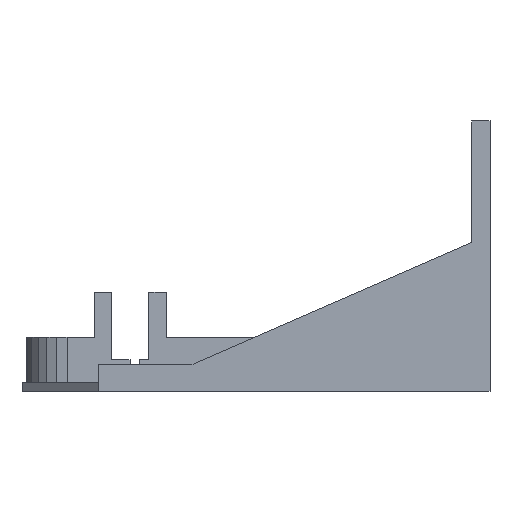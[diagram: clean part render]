
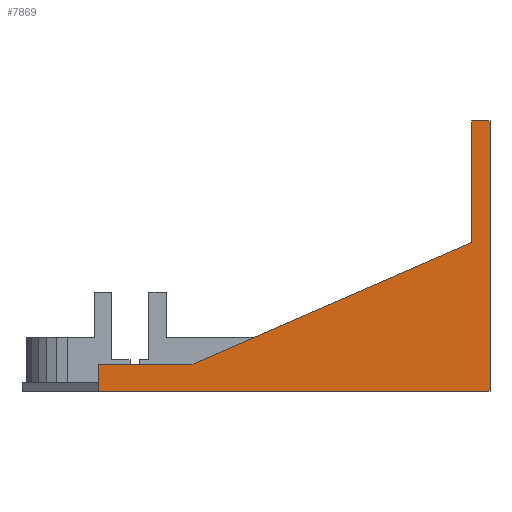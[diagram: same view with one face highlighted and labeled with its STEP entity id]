
A CAD part, front view. The second image highlights one B-rep face of the part: STEP entity #7869.
In plain terms, the highlighted face is planar.
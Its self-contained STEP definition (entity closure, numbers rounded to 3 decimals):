
#876 = PLANE('',#877);
#877 = AXIS2_PLACEMENT_3D('',#878,#879,#880);
#878 = CARTESIAN_POINT('',(89.847,22.571,
    0.));
#879 = DIRECTION('',(0.,0.,1.));
#880 = DIRECTION('',(1.,0.,0.));
#2092 = PLANE('',#2093);
#2093 = AXIS2_PLACEMENT_3D('',#2094,#2095,#2096);
#2094 = CARTESIAN_POINT('',(112.277,35.819,30.));
#2095 = DIRECTION('',(-1.,0.,0.));
#2096 = DIRECTION('',(0.,0.,-1.));
#2148 = PLANE('',#2149);
#2149 = AXIS2_PLACEMENT_3D('',#2150,#2151,#2152);
#2150 = CARTESIAN_POINT('',(114.277,0.069,30.));
#2151 = DIRECTION('',(-1.,0.,0.));
#2152 = DIRECTION('',(0.,0.,-1.));
#2417 = EDGE_CURVE('',#2418,#2420,#2422,.T.);
#2418 = VERTEX_POINT('',#2419);
#2419 = CARTESIAN_POINT('',(114.277,0.069,30.));
#2420 = VERTEX_POINT('',#2421);
#2421 = CARTESIAN_POINT('',(114.277,0.069,0.)
  );
#2422 = SURFACE_CURVE('',#2423,(#2427,#2434),.PCURVE_S1.);
#2423 = LINE('',#2424,#2425);
#2424 = CARTESIAN_POINT('',(114.277,0.069,30.));
#2425 = VECTOR('',#2426,1.);
#2426 = DIRECTION('',(0.,0.,-1.));
#2427 = PCURVE('',#2148,#2428);
#2428 = DEFINITIONAL_REPRESENTATION('',(#2429),#2433);
#2429 = LINE('',#2430,#2431);
#2430 = CARTESIAN_POINT('',(0.,0.));
#2431 = VECTOR('',#2432,1.);
#2432 = DIRECTION('',(1.,0.));
#2433 = ( GEOMETRIC_REPRESENTATION_CONTEXT(2) 
PARAMETRIC_REPRESENTATION_CONTEXT() REPRESENTATION_CONTEXT('2D SPACE',''
  ) );
#2434 = PCURVE('',#2435,#2440);
#2435 = PLANE('',#2436);
#2436 = AXIS2_PLACEMENT_3D('',#2437,#2438,#2439);
#2437 = CARTESIAN_POINT('',(114.277,0.069,0.)
  );
#2438 = DIRECTION('',(0.,-1.,0.));
#2439 = DIRECTION('',(0.,0.,-1.));
#2440 = DEFINITIONAL_REPRESENTATION('',(#2441),#2445);
#2441 = LINE('',#2442,#2443);
#2442 = CARTESIAN_POINT('',(-30.,0.));
#2443 = VECTOR('',#2444,1.);
#2444 = DIRECTION('',(1.,0.));
#2445 = ( GEOMETRIC_REPRESENTATION_CONTEXT(2) 
PARAMETRIC_REPRESENTATION_CONTEXT() REPRESENTATION_CONTEXT('2D SPACE',''
  ) );
#3232 = PLANE('',#3233);
#3233 = AXIS2_PLACEMENT_3D('',#3234,#3235,#3236);
#3234 = CARTESIAN_POINT('',(112.277,9.319,30.));
#3235 = DIRECTION('',(0.,0.,-1.));
#3236 = DIRECTION('',(-1.,0.,0.));
#3607 = EDGE_CURVE('',#2420,#3608,#3610,.T.);
#3608 = VERTEX_POINT('',#3609);
#3609 = CARTESIAN_POINT('',(70.727,0.069,
    0.));
#3610 = SURFACE_CURVE('',#3611,(#3615,#3622),.PCURVE_S1.);
#3611 = LINE('',#3612,#3613);
#3612 = CARTESIAN_POINT('',(114.277,0.069,0.)
  );
#3613 = VECTOR('',#3614,1.);
#3614 = DIRECTION('',(-1.,0.,0.));
#3615 = PCURVE('',#876,#3616);
#3616 = DEFINITIONAL_REPRESENTATION('',(#3617),#3621);
#3617 = LINE('',#3618,#3619);
#3618 = CARTESIAN_POINT('',(24.429,-22.503));
#3619 = VECTOR('',#3620,1.);
#3620 = DIRECTION('',(-1.,0.));
#3621 = ( GEOMETRIC_REPRESENTATION_CONTEXT(2) 
PARAMETRIC_REPRESENTATION_CONTEXT() REPRESENTATION_CONTEXT('2D SPACE',''
  ) );
#3622 = PCURVE('',#2435,#3623);
#3623 = DEFINITIONAL_REPRESENTATION('',(#3624),#3628);
#3624 = LINE('',#3625,#3626);
#3625 = CARTESIAN_POINT('',(0.,0.));
#3626 = VECTOR('',#3627,1.);
#3627 = DIRECTION('',(0.,-1.));
#3628 = ( GEOMETRIC_REPRESENTATION_CONTEXT(2) 
PARAMETRIC_REPRESENTATION_CONTEXT() REPRESENTATION_CONTEXT('2D SPACE',''
  ) );
#3646 = PLANE('',#3647);
#3647 = AXIS2_PLACEMENT_3D('',#3648,#3649,#3650);
#3648 = CARTESIAN_POINT('',(70.727,0.069,
    0.));
#3649 = DIRECTION('',(0.713,0.702,0.));
#3650 = DIRECTION('',(-0.702,0.713,0.));
#5154 = VERTEX_POINT('',#5155);
#5155 = CARTESIAN_POINT('',(70.727,0.069,1.));
#5192 = PLANE('',#5193);
#5193 = AXIS2_PLACEMENT_3D('',#5194,#5195,#5196);
#5194 = CARTESIAN_POINT('',(70.727,0.069,1.));
#5195 = DIRECTION('',(-1.,0.,0.));
#5196 = DIRECTION('',(0.,0.,-1.));
#5997 = EDGE_CURVE('',#3608,#5154,#5998,.T.);
#5998 = SURFACE_CURVE('',#5999,(#6003,#6010),.PCURVE_S1.);
#5999 = LINE('',#6000,#6001);
#6000 = CARTESIAN_POINT('',(70.727,0.069,
    0.));
#6001 = VECTOR('',#6002,1.);
#6002 = DIRECTION('',(0.,0.,1.));
#6003 = PCURVE('',#3646,#6004);
#6004 = DEFINITIONAL_REPRESENTATION('',(#6005),#6009);
#6005 = LINE('',#6006,#6007);
#6006 = CARTESIAN_POINT('',(0.,0.));
#6007 = VECTOR('',#6008,1.);
#6008 = DIRECTION('',(0.,1.));
#6009 = ( GEOMETRIC_REPRESENTATION_CONTEXT(2) 
PARAMETRIC_REPRESENTATION_CONTEXT() REPRESENTATION_CONTEXT('2D SPACE',''
  ) );
#6010 = PCURVE('',#2435,#6011);
#6011 = DEFINITIONAL_REPRESENTATION('',(#6012),#6016);
#6012 = LINE('',#6013,#6014);
#6013 = CARTESIAN_POINT('',(0.,-43.55));
#6014 = VECTOR('',#6015,1.);
#6015 = DIRECTION('',(-1.,0.));
#6016 = ( GEOMETRIC_REPRESENTATION_CONTEXT(2) 
PARAMETRIC_REPRESENTATION_CONTEXT() REPRESENTATION_CONTEXT('2D SPACE',''
  ) );
#7869 = ADVANCED_FACE('',(#7870),#2435,.F.);
#7870 = FACE_BOUND('',#7871,.F.);
#7871 = EDGE_LOOP('',(#7872,#7873,#7874,#7897,#7920,#7948,#7976,#7997));
#7872 = ORIENTED_EDGE('',*,*,#3607,.F.);
#7873 = ORIENTED_EDGE('',*,*,#2417,.F.);
#7874 = ORIENTED_EDGE('',*,*,#7875,.T.);
#7875 = EDGE_CURVE('',#2418,#7876,#7878,.T.);
#7876 = VERTEX_POINT('',#7877);
#7877 = CARTESIAN_POINT('',(112.277,0.069,30.));
#7878 = SURFACE_CURVE('',#7879,(#7883,#7890),.PCURVE_S1.);
#7879 = LINE('',#7880,#7881);
#7880 = CARTESIAN_POINT('',(114.277,0.069,30.));
#7881 = VECTOR('',#7882,1.);
#7882 = DIRECTION('',(-1.,0.,0.));
#7883 = PCURVE('',#2435,#7884);
#7884 = DEFINITIONAL_REPRESENTATION('',(#7885),#7889);
#7885 = LINE('',#7886,#7887);
#7886 = CARTESIAN_POINT('',(-30.,0.));
#7887 = VECTOR('',#7888,1.);
#7888 = DIRECTION('',(0.,-1.));
#7889 = ( GEOMETRIC_REPRESENTATION_CONTEXT(2) 
PARAMETRIC_REPRESENTATION_CONTEXT() REPRESENTATION_CONTEXT('2D SPACE',''
  ) );
#7890 = PCURVE('',#3232,#7891);
#7891 = DEFINITIONAL_REPRESENTATION('',(#7892),#7896);
#7892 = LINE('',#7893,#7894);
#7893 = CARTESIAN_POINT('',(-2.,-9.25));
#7894 = VECTOR('',#7895,1.);
#7895 = DIRECTION('',(1.,0.));
#7896 = ( GEOMETRIC_REPRESENTATION_CONTEXT(2) 
PARAMETRIC_REPRESENTATION_CONTEXT() REPRESENTATION_CONTEXT('2D SPACE',''
  ) );
#7897 = ORIENTED_EDGE('',*,*,#7898,.T.);
#7898 = EDGE_CURVE('',#7876,#7899,#7901,.T.);
#7899 = VERTEX_POINT('',#7900);
#7900 = CARTESIAN_POINT('',(112.277,0.069,16.5));
#7901 = SURFACE_CURVE('',#7902,(#7906,#7913),.PCURVE_S1.);
#7902 = LINE('',#7903,#7904);
#7903 = CARTESIAN_POINT('',(112.277,0.069,30.));
#7904 = VECTOR('',#7905,1.);
#7905 = DIRECTION('',(0.,0.,-1.));
#7906 = PCURVE('',#2435,#7907);
#7907 = DEFINITIONAL_REPRESENTATION('',(#7908),#7912);
#7908 = LINE('',#7909,#7910);
#7909 = CARTESIAN_POINT('',(-30.,-2.));
#7910 = VECTOR('',#7911,1.);
#7911 = DIRECTION('',(1.,0.));
#7912 = ( GEOMETRIC_REPRESENTATION_CONTEXT(2) 
PARAMETRIC_REPRESENTATION_CONTEXT() REPRESENTATION_CONTEXT('2D SPACE',''
  ) );
#7913 = PCURVE('',#2092,#7914);
#7914 = DEFINITIONAL_REPRESENTATION('',(#7915),#7919);
#7915 = LINE('',#7916,#7917);
#7916 = CARTESIAN_POINT('',(0.,35.75));
#7917 = VECTOR('',#7918,1.);
#7918 = DIRECTION('',(1.,0.));
#7919 = ( GEOMETRIC_REPRESENTATION_CONTEXT(2) 
PARAMETRIC_REPRESENTATION_CONTEXT() REPRESENTATION_CONTEXT('2D SPACE',''
  ) );
#7920 = ORIENTED_EDGE('',*,*,#7921,.T.);
#7921 = EDGE_CURVE('',#7899,#7922,#7924,.T.);
#7922 = VERTEX_POINT('',#7923);
#7923 = CARTESIAN_POINT('',(81.277,0.069,3.));
#7924 = SURFACE_CURVE('',#7925,(#7929,#7936),.PCURVE_S1.);
#7925 = LINE('',#7926,#7927);
#7926 = CARTESIAN_POINT('',(112.277,0.069,16.5));
#7927 = VECTOR('',#7928,1.);
#7928 = DIRECTION('',(-0.917,0.,-0.399));
#7929 = PCURVE('',#2435,#7930);
#7930 = DEFINITIONAL_REPRESENTATION('',(#7931),#7935);
#7931 = LINE('',#7932,#7933);
#7932 = CARTESIAN_POINT('',(-16.5,-2.));
#7933 = VECTOR('',#7934,1.);
#7934 = DIRECTION('',(0.399,-0.917));
#7935 = ( GEOMETRIC_REPRESENTATION_CONTEXT(2) 
PARAMETRIC_REPRESENTATION_CONTEXT() REPRESENTATION_CONTEXT('2D SPACE',''
  ) );
#7936 = PCURVE('',#7937,#7942);
#7937 = PLANE('',#7938);
#7938 = AXIS2_PLACEMENT_3D('',#7939,#7940,#7941);
#7939 = CARTESIAN_POINT('',(81.277,0.069,3.));
#7940 = DIRECTION('',(-0.399,0.,0.917));
#7941 = DIRECTION('',(0.917,0.,0.399));
#7942 = DEFINITIONAL_REPRESENTATION('',(#7943),#7947);
#7943 = LINE('',#7944,#7945);
#7944 = CARTESIAN_POINT('',(33.812,0.));
#7945 = VECTOR('',#7946,1.);
#7946 = DIRECTION('',(-1.,0.));
#7947 = ( GEOMETRIC_REPRESENTATION_CONTEXT(2) 
PARAMETRIC_REPRESENTATION_CONTEXT() REPRESENTATION_CONTEXT('2D SPACE',''
  ) );
#7948 = ORIENTED_EDGE('',*,*,#7949,.T.);
#7949 = EDGE_CURVE('',#7922,#7950,#7952,.T.);
#7950 = VERTEX_POINT('',#7951);
#7951 = CARTESIAN_POINT('',(70.727,0.069,3.));
#7952 = SURFACE_CURVE('',#7953,(#7957,#7964),.PCURVE_S1.);
#7953 = LINE('',#7954,#7955);
#7954 = CARTESIAN_POINT('',(81.277,0.069,3.));
#7955 = VECTOR('',#7956,1.);
#7956 = DIRECTION('',(-1.,0.,0.));
#7957 = PCURVE('',#2435,#7958);
#7958 = DEFINITIONAL_REPRESENTATION('',(#7959),#7963);
#7959 = LINE('',#7960,#7961);
#7960 = CARTESIAN_POINT('',(-3.,-33.));
#7961 = VECTOR('',#7962,1.);
#7962 = DIRECTION('',(0.,-1.));
#7963 = ( GEOMETRIC_REPRESENTATION_CONTEXT(2) 
PARAMETRIC_REPRESENTATION_CONTEXT() REPRESENTATION_CONTEXT('2D SPACE',''
  ) );
#7964 = PCURVE('',#7965,#7970);
#7965 = PLANE('',#7966);
#7966 = AXIS2_PLACEMENT_3D('',#7967,#7968,#7969);
#7967 = CARTESIAN_POINT('',(70.727,2.069,3.));
#7968 = DIRECTION('',(0.,0.,-1.));
#7969 = DIRECTION('',(-1.,0.,0.));
#7970 = DEFINITIONAL_REPRESENTATION('',(#7971),#7975);
#7971 = LINE('',#7972,#7973);
#7972 = CARTESIAN_POINT('',(-10.55,-2.));
#7973 = VECTOR('',#7974,1.);
#7974 = DIRECTION('',(1.,0.));
#7975 = ( GEOMETRIC_REPRESENTATION_CONTEXT(2) 
PARAMETRIC_REPRESENTATION_CONTEXT() REPRESENTATION_CONTEXT('2D SPACE',''
  ) );
#7976 = ORIENTED_EDGE('',*,*,#7977,.T.);
#7977 = EDGE_CURVE('',#7950,#5154,#7978,.T.);
#7978 = SURFACE_CURVE('',#7979,(#7983,#7990),.PCURVE_S1.);
#7979 = LINE('',#7980,#7981);
#7980 = CARTESIAN_POINT('',(70.727,0.069,3.));
#7981 = VECTOR('',#7982,1.);
#7982 = DIRECTION('',(0.,0.,-1.));
#7983 = PCURVE('',#2435,#7984);
#7984 = DEFINITIONAL_REPRESENTATION('',(#7985),#7989);
#7985 = LINE('',#7986,#7987);
#7986 = CARTESIAN_POINT('',(-3.,-43.55));
#7987 = VECTOR('',#7988,1.);
#7988 = DIRECTION('',(1.,0.));
#7989 = ( GEOMETRIC_REPRESENTATION_CONTEXT(2) 
PARAMETRIC_REPRESENTATION_CONTEXT() REPRESENTATION_CONTEXT('2D SPACE',''
  ) );
#7990 = PCURVE('',#5192,#7991);
#7991 = DEFINITIONAL_REPRESENTATION('',(#7992),#7996);
#7992 = LINE('',#7993,#7994);
#7993 = CARTESIAN_POINT('',(-2.,0.));
#7994 = VECTOR('',#7995,1.);
#7995 = DIRECTION('',(1.,0.));
#7996 = ( GEOMETRIC_REPRESENTATION_CONTEXT(2) 
PARAMETRIC_REPRESENTATION_CONTEXT() REPRESENTATION_CONTEXT('2D SPACE',''
  ) );
#7997 = ORIENTED_EDGE('',*,*,#5997,.F.);
